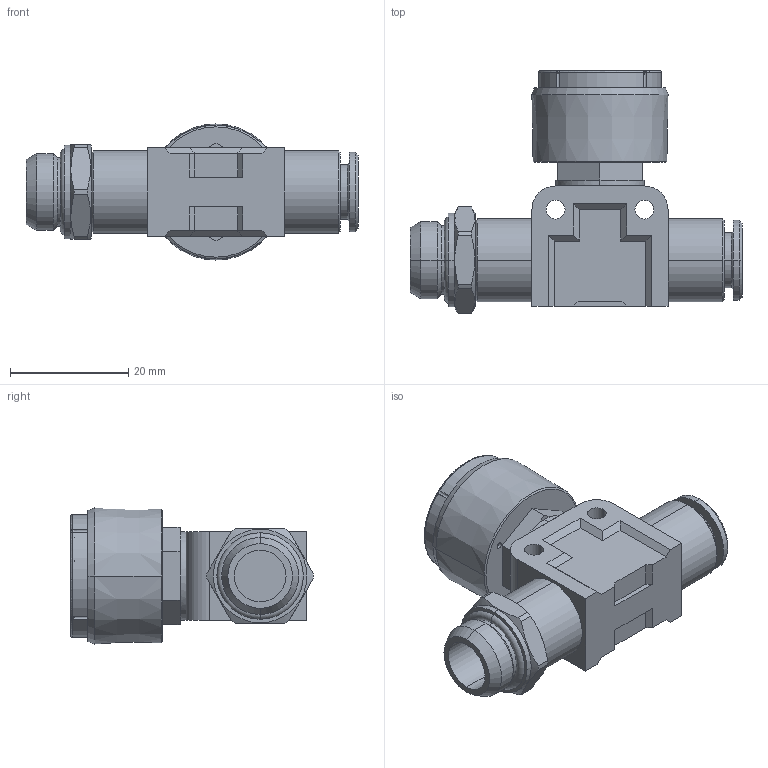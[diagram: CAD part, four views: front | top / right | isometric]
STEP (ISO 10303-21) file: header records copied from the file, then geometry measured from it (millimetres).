
FILE_DESCRIPTION(( 'MV.51.08.14.STEP' ), '1');
FILE_NAME( 'MV.51.08.14.STEP', '2019-06-20T08:48:45',( 'Sopra'),('sopra-pneumatic.com'), 'SwSTEP 2.0','SolidWorks 2009','' );
FILE_SCHEMA (( 'CONFIG_CONTROL_DESIGN' ));
Length unit declared in the file: millimetre
Products named in the file (1): 04410042
Bounding box: 56.1 x 41.02 x 23 mm (x, y, z)
Surface area: 7553.4 mm2 (no closed solid volume)
Topology: 0 solids, 7 shells, 176 faces, 404 edges, 253 vertices
Faces by surface type: plane 77, cylinder 58, cone 29, bspline 10, torus 2
Entity records: 5596 total; most frequent: CARTESIAN_POINT 1535, DIRECTION 849, ORIENTED_EDGE 808, EDGE_CURVE 404, AXIS2_PLACEMENT_3D 323, VERTEX_POINT 253, VECTOR 203, LINE 203
